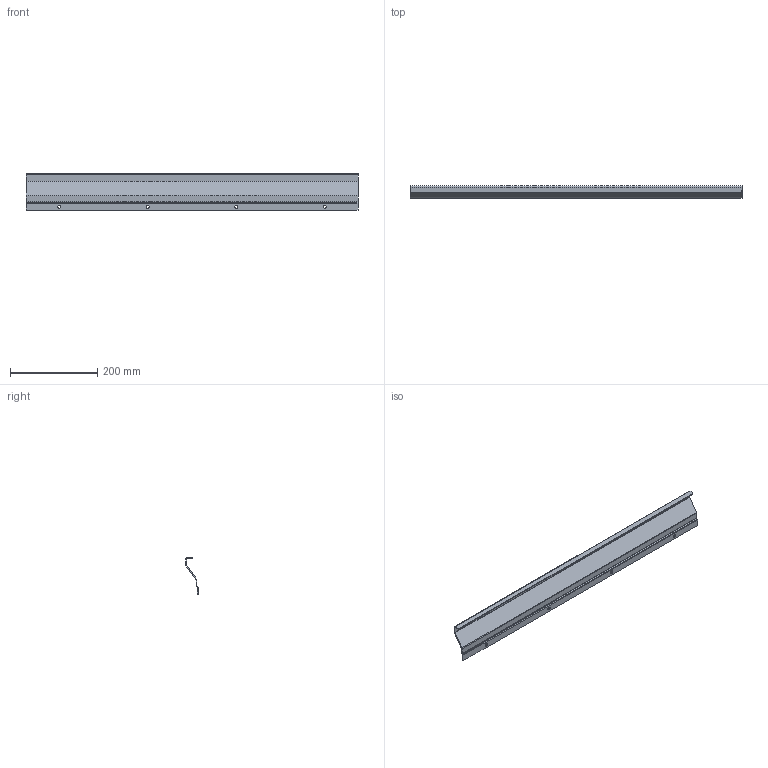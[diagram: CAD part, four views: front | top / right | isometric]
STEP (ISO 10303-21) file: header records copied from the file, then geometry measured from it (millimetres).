
FILE_DESCRIPTION(/* description */ ('DRIP SHIELD,304 SS'),/* implementation_level */ '2;1');
FILE_NAME(/* name */ 'SSDK30.stp',/* time_stamp */ '2017-08-28T13:10:09-05:00',/* author */ ('wford'),/* organization */ (''),/* preprocessor_version */ 'ST-DEVELOPER v16.1',/* originating_system */ 'Autodesk Inventor 2016',/* authorisation */ '');
FILE_SCHEMA (('AUTOMOTIVE_DESIGN { 1 0 10303 214 3 1 1 }'));
Length unit declared in the file: inch
Products named in the file (1): DK & SSDK
Bounding box: 762 x 28.02 x 83.73 mm (x, y, z)
Volume: 148521.9 mm3; surface area: 161454.5 mm2
Topology: 1 solids, 1 shells, 32 faces, 90 edges, 60 vertices
Faces by surface type: cylinder 16, plane 16
Full cylindrical faces by diameter (mm): 7.144 x4
Entity records: 1068 total; most frequent: DIRECTION 184, CARTESIAN_POINT 179, ORIENTED_EDGE 172, EDGE_CURVE 86, AXIS2_PLACEMENT_3D 65, VERTEX_POINT 60, LINE 54, VECTOR 54
